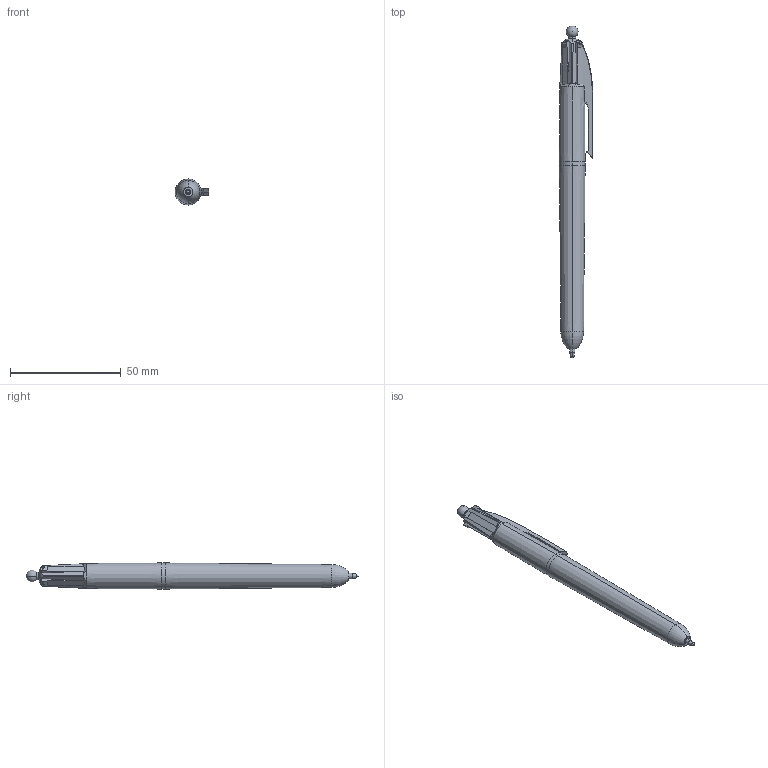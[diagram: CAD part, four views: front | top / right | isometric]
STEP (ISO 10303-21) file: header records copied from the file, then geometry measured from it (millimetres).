
FILE_DESCRIPTION (( 'STEP AP214' ), '1' );
FILE_NAME ('User Library-bic 4 couleurs.STEP', '2021-03-30T11:03:58', ( '' ), ( '' ), 'SwSTEP 2.0', 'SolidWorks 2020', '' );
FILE_SCHEMA (( 'AUTOMOTIVE_DESIGN' ));
Length unit declared in the file: millimetre
Products named in the file (1): User Library-bic 4 couleurs
Bounding box: 15.18 x 149.68 x 11.76 mm (x, y, z)
Volume: 13297.1 mm3; surface area: 5469.4 mm2
Topology: 1 solids, 1 shells, 103 faces, 283 edges, 181 vertices
Faces by surface type: plane 49, cylinder 26, cone 19, torus 5, sphere 4
Entity records: 4448 total; most frequent: CARTESIAN_POINT 844, ORIENTED_EDGE 556, DIRECTION 516, EDGE_CURVE 278, AXIS2_PLACEMENT_3D 188, VERTEX_POINT 178, VECTOR 140, LINE 140
